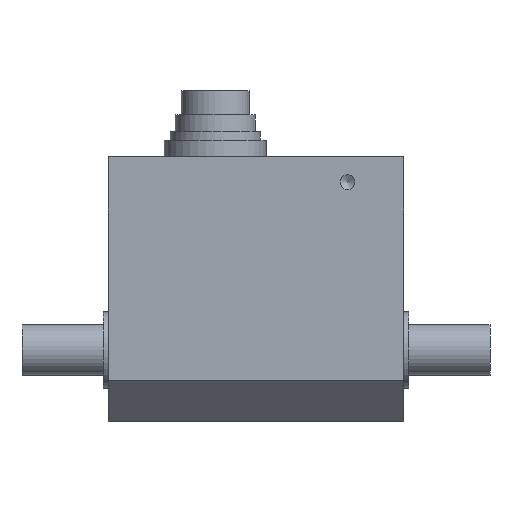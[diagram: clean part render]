
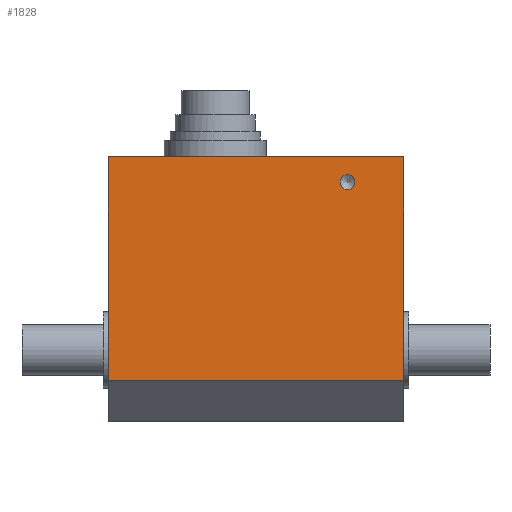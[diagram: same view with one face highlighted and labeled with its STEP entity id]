
A CAD part, front view. The second image highlights one B-rep face of the part: STEP entity #1828.
In plain terms, the highlighted face is planar.
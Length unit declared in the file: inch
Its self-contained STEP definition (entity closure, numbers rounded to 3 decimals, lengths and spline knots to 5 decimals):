
#973=CARTESIAN_POINT('',(-0.43193,0.35236,0.65339));
#974=VERTEX_POINT('',#973);
#975=CARTESIAN_POINT('',(-0.43193,0.35236,0.71039));
#976=DIRECTION('',(0.0,-1.0,0.0));
#977=DIRECTION('',(0.0,0.0,1.0));
#978=AXIS2_PLACEMENT_3D('',#975,#976,#977);
#979=CIRCLE('',#978,0.057);
#980=EDGE_CURVE('',#974,#974,#979,.T.);
#1620=CARTESIAN_POINT('',(1.41846,0.35236,-0.82504));
#1621=VERTEX_POINT('',#1620);
#1630=CARTESIAN_POINT('',(1.41846,0.35236,0.90724));
#1631=VERTEX_POINT('',#1630);
#1632=CARTESIAN_POINT('',(1.41846,0.35236,0.90724));
#1633=DIRECTION('',(0.0,0.0,-1.0));
#1634=VECTOR('',#1633,1.73228);
#1635=LINE('',#1632,#1634);
#1636=EDGE_CURVE('',#1631,#1621,#1635,.T.);
#1767=CARTESIAN_POINT('',(-0.865,0.35236,-0.82504));
#1768=VERTEX_POINT('',#1767);
#1778=CARTESIAN_POINT('',(-0.865,0.35236,0.90724));
#1779=VERTEX_POINT('',#1778);
#1786=CARTESIAN_POINT('',(-0.865,0.35236,0.90724));
#1787=DIRECTION('',(0.0,0.0,-1.0));
#1788=VECTOR('',#1787,1.73228);
#1789=LINE('',#1786,#1788);
#1790=EDGE_CURVE('',#1779,#1768,#1789,.T.);
#1804=CARTESIAN_POINT('',(-0.865,0.35236,0.4348));
#1805=DIRECTION('',(0.0,1.0,0.0));
#1806=DIRECTION('',(0.0,0.0,1.0));
#1807=AXIS2_PLACEMENT_3D('',#1804,#1805,#1806);
#1808=PLANE('',#1807);
#1809=CARTESIAN_POINT('',(-0.865,0.35236,-0.82504));
#1810=DIRECTION('',(1.0,0.0,0.0));
#1811=VECTOR('',#1810,2.28346);
#1812=LINE('',#1809,#1811);
#1813=EDGE_CURVE('',#1768,#1621,#1812,.T.);
#1814=ORIENTED_EDGE('',*,*,#1813,.F.);
#1815=ORIENTED_EDGE('',*,*,#1790,.F.);
#1816=CARTESIAN_POINT('',(-0.865,0.35236,0.90724));
#1817=DIRECTION('',(1.0,0.0,0.0));
#1818=VECTOR('',#1817,2.28346);
#1819=LINE('',#1816,#1818);
#1820=EDGE_CURVE('',#1779,#1631,#1819,.T.);
#1821=ORIENTED_EDGE('',*,*,#1820,.T.);
#1822=ORIENTED_EDGE('',*,*,#1636,.T.);
#1823=EDGE_LOOP('',(#1814,#1815,#1821,#1822));
#1824=FACE_OUTER_BOUND('',#1823,.T.);
#1825=ORIENTED_EDGE('',*,*,#980,.T.);
#1826=EDGE_LOOP('',(#1825));
#1827=FACE_BOUND('',#1826,.T.);
#1828=ADVANCED_FACE('',(#1824,#1827),#1808,.T.);
